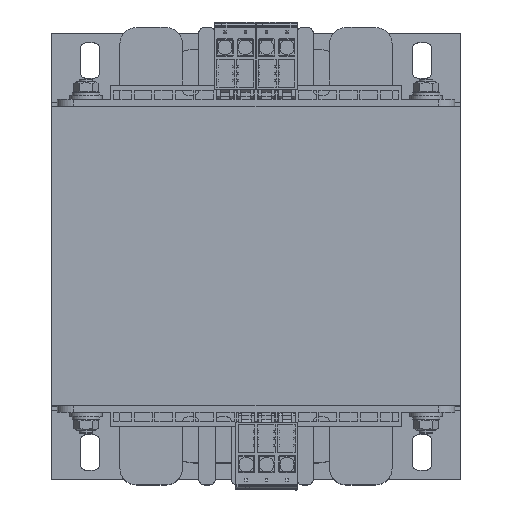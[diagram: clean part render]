
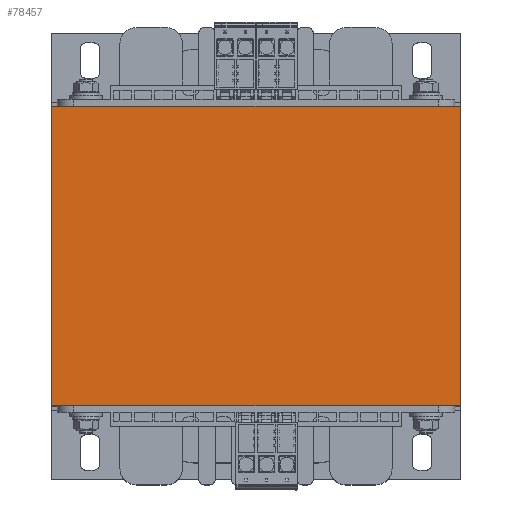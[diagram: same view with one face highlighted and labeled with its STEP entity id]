
A CAD part, top view. The second image highlights one B-rep face of the part: STEP entity #78457.
In plain terms, the highlighted planar face has unit normal (0, 0, 1).
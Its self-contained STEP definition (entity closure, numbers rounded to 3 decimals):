
#2623=FACE_OUTER_BOUND('',#6620,.T.);
#6620=EDGE_LOOP('',(#48933,#48934,#48935,#48936));
#10775=LINE('',#108182,#20547);
#10809=LINE('',#108266,#20581);
#10811=LINE('',#108270,#20583);
#10812=LINE('',#108271,#20584);
#20547=VECTOR('',#87962,1.);
#20581=VECTOR('',#88040,10.);
#20583=VECTOR('',#88044,1.);
#20584=VECTOR('',#88045,1.);
#30318=VERTEX_POINT('',#108178);
#30320=VERTEX_POINT('',#108181);
#30348=VERTEX_POINT('',#108265);
#30349=VERTEX_POINT('',#108269);
#37632=EDGE_CURVE('',#30320,#30318,#10775,.T.);
#37674=EDGE_CURVE('',#30320,#30348,#10809,.T.);
#37676=EDGE_CURVE('',#30349,#30318,#10811,.T.);
#37677=EDGE_CURVE('',#30349,#30348,#10812,.T.);
#48933=ORIENTED_EDGE('',*,*,#37676,.F.);
#48934=ORIENTED_EDGE('',*,*,#37677,.T.);
#48935=ORIENTED_EDGE('',*,*,#37674,.F.);
#48936=ORIENTED_EDGE('',*,*,#37632,.T.);
#71332=PLANE('',#82756);
#78457=ADVANCED_FACE('',(#2623),#71332,.T.);
#82756=AXIS2_PLACEMENT_3D('',#108268,#88042,#88043);
#87962=DIRECTION('',(1.,0.,0.));
#88040=DIRECTION('',(0.,1.,0.));
#88042=DIRECTION('center_axis',(0.,0.,1.));
#88043=DIRECTION('ref_axis',(0.,-1.,0.));
#88044=DIRECTION('',(0.,-1.,0.));
#88045=DIRECTION('',(-1.,0.,0.));
#108178=CARTESIAN_POINT('',(765.285,-394.691,87.5));
#108181=CARTESIAN_POINT('',(615.285,-394.691,87.5));
#108182=CARTESIAN_POINT('',(765.285,-394.691,87.5));
#108265=CARTESIAN_POINT('',(615.285,-284.691,87.5));
#108266=CARTESIAN_POINT('',(615.285,-294.691,87.5));
#108268=CARTESIAN_POINT('Origin',(615.285,-294.691,87.5));
#108269=CARTESIAN_POINT('',(765.285,-284.691,87.5));
#108270=CARTESIAN_POINT('',(765.285,-294.691,87.5));
#108271=CARTESIAN_POINT('',(765.285,-284.691,87.5));
